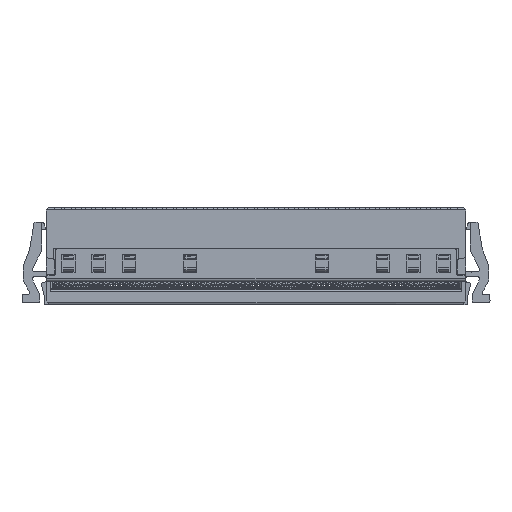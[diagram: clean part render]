
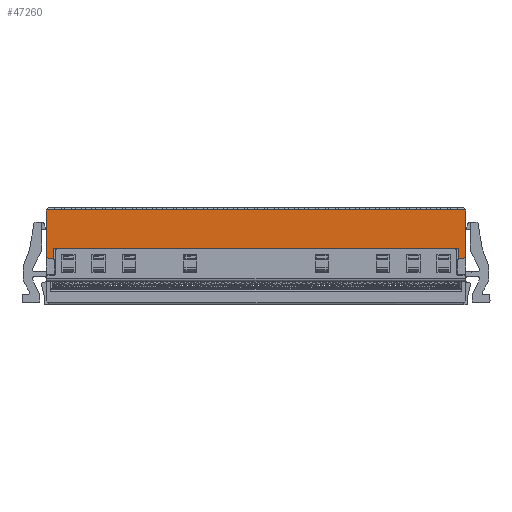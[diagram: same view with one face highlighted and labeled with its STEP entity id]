
A CAD part, front view. The second image highlights one B-rep face of the part: STEP entity #47260.
In plain terms, the highlighted planar face has unit normal (0, -1, 0).
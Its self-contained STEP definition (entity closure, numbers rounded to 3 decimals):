
#47208=AXIS2_PLACEMENT_3D('Plane Axis2P3D',#47205,#47206,#47207) ;
#44029=CARTESIAN_POINT('Vertex',(-55.168,-34.925,3.45)) ;
#44032=CARTESIAN_POINT('Line Origine',(-55.168,-34.925,6.439)) ;
#44036=CARTESIAN_POINT('Vertex',(-55.168,-34.925,9.429)) ;
#47176=CARTESIAN_POINT('Vertex',(-54.288,-34.925,3.295)) ;
#47179=CARTESIAN_POINT('Line Origine',(-54.728,-34.925,3.372)) ;
#47205=CARTESIAN_POINT('Axis2P3D Location',(-55.412,-34.925,9.97)) ;
#47210=CARTESIAN_POINT('Line Origine',(-28.892,-34.925,9.429)) ;
#47214=CARTESIAN_POINT('Vertex',(-2.618,-34.925,9.429)) ;
#47217=CARTESIAN_POINT('Line Origine',(-54.288,-34.925,3.972)) ;
#47221=CARTESIAN_POINT('Vertex',(-54.287,-34.925,4.65)) ;
#47224=CARTESIAN_POINT('Line Origine',(-28.892,-34.925,4.65)) ;
#47228=CARTESIAN_POINT('Vertex',(-3.498,-34.925,4.65)) ;
#47231=CARTESIAN_POINT('Line Origine',(-3.497,-34.925,3.972)) ;
#47235=CARTESIAN_POINT('Vertex',(-3.498,-34.925,3.295)) ;
#47238=CARTESIAN_POINT('Line Origine',(-3.057,-34.925,3.372)) ;
#47242=CARTESIAN_POINT('Vertex',(-2.617,-34.925,3.45)) ;
#47245=CARTESIAN_POINT('Line Origine',(-2.618,-34.925,6.439)) ;
#44033=DIRECTION('Vector Direction',(0.,0.,-1.)) ;
#47180=DIRECTION('Vector Direction',(0.985,0.,-0.174)) ;
#47206=DIRECTION('Axis2P3D Direction',(0.,-1.,0.)) ;
#47207=DIRECTION('Axis2P3D XDirection',(0.,0.,1.)) ;
#47211=DIRECTION('Vector Direction',(-1.,0.,0.)) ;
#47218=DIRECTION('Vector Direction',(0.,0.,1.)) ;
#47225=DIRECTION('Vector Direction',(1.,0.,0.)) ;
#47232=DIRECTION('Vector Direction',(0.,0.,-1.)) ;
#47239=DIRECTION('Vector Direction',(0.985,0.,0.174)) ;
#47246=DIRECTION('Vector Direction',(0.,0.,1.)) ;
#44034=VECTOR('Line Direction',#44033,1.) ;
#47181=VECTOR('Line Direction',#47180,1.) ;
#47212=VECTOR('Line Direction',#47211,1.) ;
#47219=VECTOR('Line Direction',#47218,1.) ;
#47226=VECTOR('Line Direction',#47225,1.) ;
#47233=VECTOR('Line Direction',#47232,1.) ;
#47240=VECTOR('Line Direction',#47239,1.) ;
#47247=VECTOR('Line Direction',#47246,1.) ;
#47251=ORIENTED_EDGE('',*,*,#47216,.T.) ;
#47252=ORIENTED_EDGE('',*,*,#44038,.T.) ;
#47253=ORIENTED_EDGE('',*,*,#47183,.T.) ;
#47254=ORIENTED_EDGE('',*,*,#47223,.T.) ;
#47255=ORIENTED_EDGE('',*,*,#47230,.T.) ;
#47256=ORIENTED_EDGE('',*,*,#47237,.T.) ;
#47257=ORIENTED_EDGE('',*,*,#47244,.T.) ;
#47258=ORIENTED_EDGE('',*,*,#47249,.T.) ;
#47260=ADVANCED_FACE('1001\\MANIFOLD_SOLID_BREP #8602',(#47259),#47209,.T.) ;
#44038=EDGE_CURVE('',#44037,#44030,#44035,.T.) ;
#47183=EDGE_CURVE('',#44030,#47177,#47182,.T.) ;
#47216=EDGE_CURVE('',#47215,#44037,#47213,.T.) ;
#47223=EDGE_CURVE('',#47177,#47222,#47220,.T.) ;
#47230=EDGE_CURVE('',#47222,#47229,#47227,.T.) ;
#47237=EDGE_CURVE('',#47229,#47236,#47234,.T.) ;
#47244=EDGE_CURVE('',#47236,#47243,#47241,.T.) ;
#47249=EDGE_CURVE('',#47243,#47215,#47248,.T.) ;
#47250=EDGE_LOOP('',(#47251,#47252,#47253,#47254,#47255,#47256,#47257,#47258)) ;
#47259=FACE_OUTER_BOUND('',#47250,.T.) ;
#44035=LINE('Line',#44032,#44034) ;
#47182=LINE('Line',#47179,#47181) ;
#47213=LINE('Line',#47210,#47212) ;
#47220=LINE('Line',#47217,#47219) ;
#47227=LINE('Line',#47224,#47226) ;
#47234=LINE('Line',#47231,#47233) ;
#47241=LINE('Line',#47238,#47240) ;
#47248=LINE('Line',#47245,#47247) ;
#47209=PLANE('',#47208) ;
#44030=VERTEX_POINT('',#44029) ;
#44037=VERTEX_POINT('',#44036) ;
#47177=VERTEX_POINT('',#47176) ;
#47215=VERTEX_POINT('',#47214) ;
#47222=VERTEX_POINT('',#47221) ;
#47229=VERTEX_POINT('',#47228) ;
#47236=VERTEX_POINT('',#47235) ;
#47243=VERTEX_POINT('',#47242) ;
